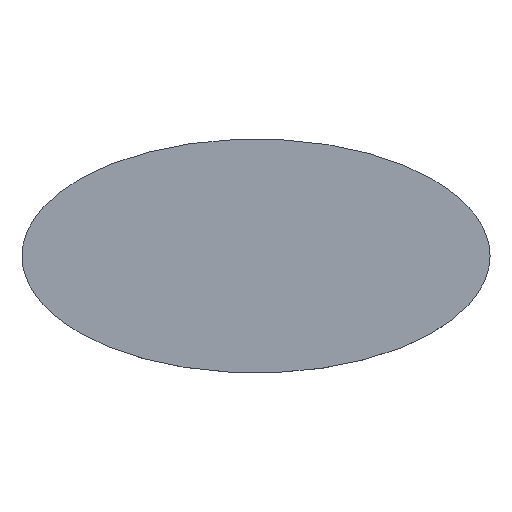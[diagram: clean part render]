
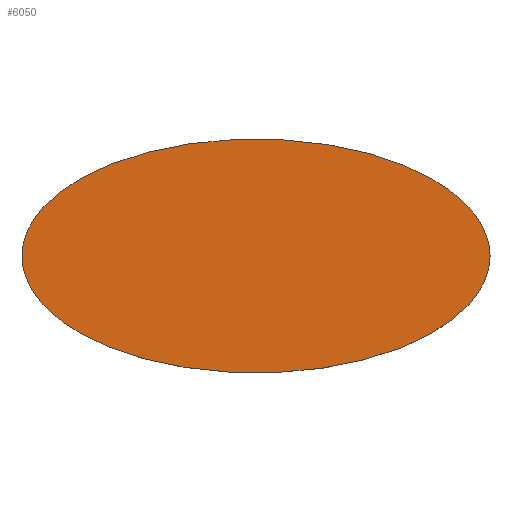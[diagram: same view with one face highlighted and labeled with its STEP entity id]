
A CAD part, top view. The second image highlights one B-rep face of the part: STEP entity #6050.
In plain terms, the highlighted planar face has unit normal (0, 0, 1).
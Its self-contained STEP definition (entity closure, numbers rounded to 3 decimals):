
#305 = AXIS2_PLACEMENT_3D ( 'NONE', #638, #11468, #15915 ) ;
#341 = CARTESIAN_POINT ( 'NONE',  ( 40., 0., 4. ) ) ;
#407 = CARTESIAN_POINT ( 'NONE',  ( 40., -40., 4. ) ) ;
#638 = CARTESIAN_POINT ( 'NONE',  ( 0., 0., 4. ) ) ;
#1599 = CARTESIAN_POINT ( 'NONE',  ( 40., 0., 4. ) ) ;
#3196 = CARTESIAN_POINT ( 'NONE',  ( 40., 40., 4. ) ) ;
#3382 = EDGE_CURVE ( 'NONE', #18108, #13358, #5789, .T. ) ;
#4850 = CARTESIAN_POINT ( 'NONE',  ( -40., -40., 4. ) ) ;
#5085 = FACE_OUTER_BOUND ( 'NONE', #14731, .T. ) ;
#5789 =( BOUNDED_CURVE ( )  B_SPLINE_CURVE ( 3, ( #13827, #4850, #407, #341 ),
 .UNSPECIFIED., .F., .F. ) 
 B_SPLINE_CURVE_WITH_KNOTS ( ( 4, 4 ),
 ( 3.142, 6.283 ),
 .UNSPECIFIED. ) 
 CURVE ( )  GEOMETRIC_REPRESENTATION_ITEM ( )  RATIONAL_B_SPLINE_CURVE ( ( 1., 0.333, 0.333, 1. ) ) 
 REPRESENTATION_ITEM ( '' )  );
#6050 = ADVANCED_FACE ( 'NONE', ( #5085 ), #9922, .T. ) ;
#6805 = CARTESIAN_POINT ( 'NONE',  ( -40., 0., 4. ) ) ;
#7411 = EDGE_CURVE ( 'NONE', #13358, #18108, #17692, .T. ) ;
#8011 = ORIENTED_EDGE ( 'NONE', *, *, #7411, .T. ) ;
#9276 = CARTESIAN_POINT ( 'NONE',  ( 40., 0., 4. ) ) ;
#9922 = PLANE ( 'NONE',  #305 ) ;
#11468 = DIRECTION ( 'NONE',  ( 0., 0., 1. ) ) ;
#12001 = ORIENTED_EDGE ( 'NONE', *, *, #3382, .T. ) ;
#13358 = VERTEX_POINT ( 'NONE', #1599 ) ;
#13812 = CARTESIAN_POINT ( 'NONE',  ( -40., 40., 4. ) ) ;
#13827 = CARTESIAN_POINT ( 'NONE',  ( -40., 0., 4. ) ) ;
#14731 = EDGE_LOOP ( 'NONE', ( #8011, #12001 ) ) ;
#15200 = CARTESIAN_POINT ( 'NONE',  ( -40., 0., 4. ) ) ;
#15915 = DIRECTION ( 'NONE',  ( 1., 0., 0. ) ) ;
#17692 =( BOUNDED_CURVE ( )  B_SPLINE_CURVE ( 3, ( #9276, #3196, #13812, #15200 ),
 .UNSPECIFIED., .F., .F. ) 
 B_SPLINE_CURVE_WITH_KNOTS ( ( 4, 4 ),
 ( 0., 3.142 ),
 .UNSPECIFIED. ) 
 CURVE ( )  GEOMETRIC_REPRESENTATION_ITEM ( )  RATIONAL_B_SPLINE_CURVE ( ( 1., 0.333, 0.333, 1. ) ) 
 REPRESENTATION_ITEM ( '' )  );
#18108 = VERTEX_POINT ( 'NONE', #6805 ) ;
